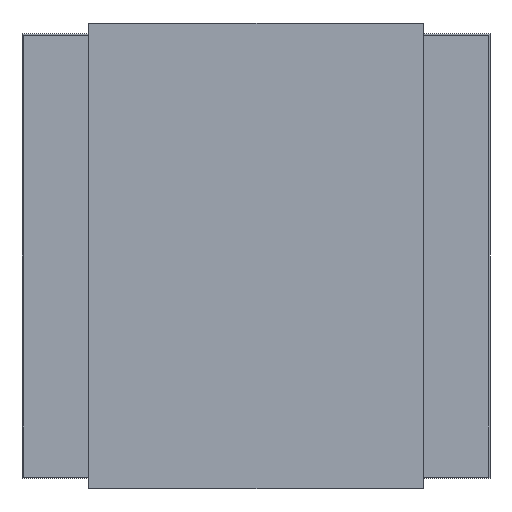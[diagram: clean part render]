
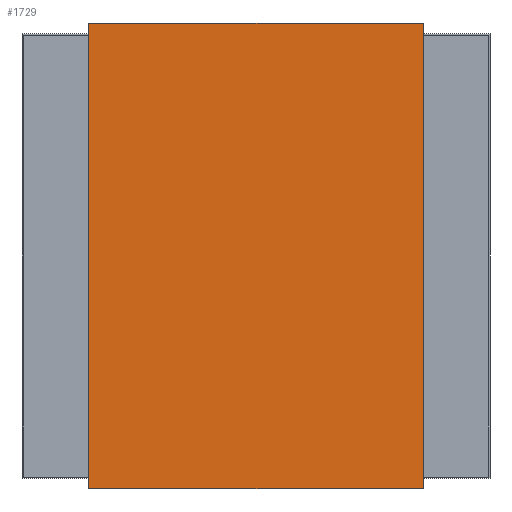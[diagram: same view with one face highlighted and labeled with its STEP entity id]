
A CAD part, left-side view. The second image highlights one B-rep face of the part: STEP entity #1729.
In plain terms, the highlighted planar face has unit normal (-1, 0, 0).
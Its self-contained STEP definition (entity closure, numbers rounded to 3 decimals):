
#1729 = ADVANCED_FACE('',(#1730),#1744,.F.);
#1730 = FACE_BOUND('',#1731,.T.);
#1731 = EDGE_LOOP('',(#1732,#1755,#1771,#1787));
#1732 = ORIENTED_EDGE('',*,*,#1733,.F.);
#1733 = EDGE_CURVE('',#1734,#1736,#1738,.T.);
#1734 = VERTEX_POINT('',#1735);
#1735 = CARTESIAN_POINT('',(-0.902,-0.356,0.));
#1736 = VERTEX_POINT('',#1737);
#1737 = CARTESIAN_POINT('',(-0.902,0.356,0.));
#1738 = SURFACE_CURVE('',#1739,(#1743),.PCURVE_S1.);
#1739 = LINE('',#1740,#1741);
#1740 = CARTESIAN_POINT('',(-0.902,-0.356,0.));
#1741 = VECTOR('',#1742,1.);
#1742 = DIRECTION('',(0.,1.,0.));
#1743 = PCURVE('',#1744,#1749);
#1744 = PLANE('',#1745);
#1745 = AXIS2_PLACEMENT_3D('',#1746,#1747,#1748);
#1746 = CARTESIAN_POINT('',(-0.902,0.356,0.));
#1747 = DIRECTION('',(1.,0.,0.));
#1748 = DIRECTION('',(0.,0.,1.));
#1749 = DEFINITIONAL_REPRESENTATION('',(#1750),#1754);
#1750 = LINE('',#1751,#1752);
#1751 = CARTESIAN_POINT('',(0.,0.712));
#1752 = VECTOR('',#1753,1.);
#1753 = DIRECTION('',(0.,-1.));
#1754 = ( GEOMETRIC_REPRESENTATION_CONTEXT(2) 
PARAMETRIC_REPRESENTATION_CONTEXT() REPRESENTATION_CONTEXT('2D SPACE',''
  ) );
#1755 = ORIENTED_EDGE('',*,*,#1756,.F.);
#1756 = EDGE_CURVE('',#1757,#1734,#1759,.T.);
#1757 = VERTEX_POINT('',#1758);
#1758 = CARTESIAN_POINT('',(-0.902,-0.356,0.991));
#1759 = SURFACE_CURVE('',#1760,(#1764),.PCURVE_S1.);
#1760 = LINE('',#1761,#1762);
#1761 = CARTESIAN_POINT('',(-0.902,-0.356,0.991));
#1762 = VECTOR('',#1763,1.);
#1763 = DIRECTION('',(0.,0.,-1.));
#1764 = PCURVE('',#1744,#1765);
#1765 = DEFINITIONAL_REPRESENTATION('',(#1766),#1770);
#1766 = LINE('',#1767,#1768);
#1767 = CARTESIAN_POINT('',(0.991,0.712));
#1768 = VECTOR('',#1769,1.);
#1769 = DIRECTION('',(-1.,0.));
#1770 = ( GEOMETRIC_REPRESENTATION_CONTEXT(2) 
PARAMETRIC_REPRESENTATION_CONTEXT() REPRESENTATION_CONTEXT('2D SPACE',''
  ) );
#1771 = ORIENTED_EDGE('',*,*,#1772,.F.);
#1772 = EDGE_CURVE('',#1773,#1757,#1775,.T.);
#1773 = VERTEX_POINT('',#1774);
#1774 = CARTESIAN_POINT('',(-0.902,0.356,0.991));
#1775 = SURFACE_CURVE('',#1776,(#1780),.PCURVE_S1.);
#1776 = LINE('',#1777,#1778);
#1777 = CARTESIAN_POINT('',(-0.902,0.356,0.991));
#1778 = VECTOR('',#1779,1.);
#1779 = DIRECTION('',(0.,-1.,0.));
#1780 = PCURVE('',#1744,#1781);
#1781 = DEFINITIONAL_REPRESENTATION('',(#1782),#1786);
#1782 = LINE('',#1783,#1784);
#1783 = CARTESIAN_POINT('',(0.991,0.));
#1784 = VECTOR('',#1785,1.);
#1785 = DIRECTION('',(0.,1.));
#1786 = ( GEOMETRIC_REPRESENTATION_CONTEXT(2) 
PARAMETRIC_REPRESENTATION_CONTEXT() REPRESENTATION_CONTEXT('2D SPACE',''
  ) );
#1787 = ORIENTED_EDGE('',*,*,#1788,.F.);
#1788 = EDGE_CURVE('',#1736,#1773,#1789,.T.);
#1789 = SURFACE_CURVE('',#1790,(#1794),.PCURVE_S1.);
#1790 = LINE('',#1791,#1792);
#1791 = CARTESIAN_POINT('',(-0.902,0.356,0.));
#1792 = VECTOR('',#1793,1.);
#1793 = DIRECTION('',(0.,0.,1.));
#1794 = PCURVE('',#1744,#1795);
#1795 = DEFINITIONAL_REPRESENTATION('',(#1796),#1800);
#1796 = LINE('',#1797,#1798);
#1797 = CARTESIAN_POINT('',(0.,0.));
#1798 = VECTOR('',#1799,1.);
#1799 = DIRECTION('',(1.,0.));
#1800 = ( GEOMETRIC_REPRESENTATION_CONTEXT(2) 
PARAMETRIC_REPRESENTATION_CONTEXT() REPRESENTATION_CONTEXT('2D SPACE',''
  ) );
